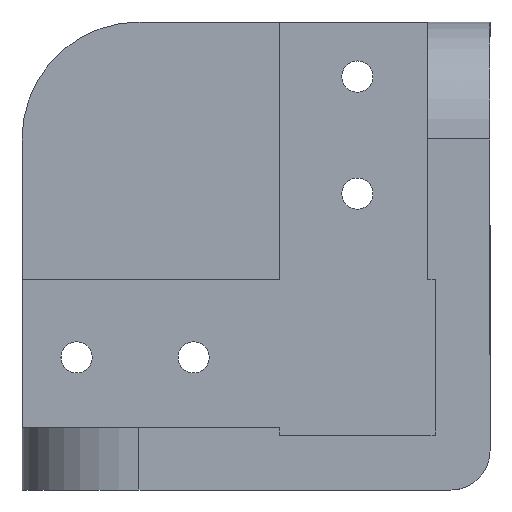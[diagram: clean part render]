
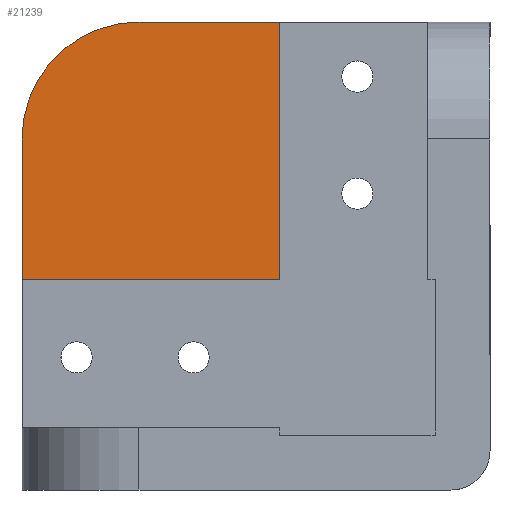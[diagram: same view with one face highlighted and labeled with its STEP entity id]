
A CAD part, left-side view. The second image highlights one B-rep face of the part: STEP entity #21239.
In plain terms, the highlighted planar face has unit normal (-1, 0, 0).
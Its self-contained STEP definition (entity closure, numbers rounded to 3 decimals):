
#153 = PLANE('',#154);
#154 = AXIS2_PLACEMENT_3D('',#155,#156,#157);
#155 = CARTESIAN_POINT('',(0.,8.,60.));
#156 = DIRECTION('',(0.,0.,-1.));
#157 = DIRECTION('',(-1.,0.,0.));
#308 = PLANE('',#309);
#309 = AXIS2_PLACEMENT_3D('',#310,#311,#312);
#310 = CARTESIAN_POINT('',(0.,60.,8.));
#311 = DIRECTION('',(0.,1.,0.));
#312 = DIRECTION('',(1.,0.,0.));
#358 = CYLINDRICAL_SURFACE('',#359,15.);
#359 = AXIS2_PLACEMENT_3D('',#360,#361,#362);
#360 = CARTESIAN_POINT('',(0.,45.,45.));
#361 = DIRECTION('',(-1.,0.,0.));
#362 = DIRECTION('',(0.,0.,1.));
#7979 = VERTEX_POINT('',#7980);
#7980 = CARTESIAN_POINT('',(-8.,45.,60.));
#8001 = EDGE_CURVE('',#8002,#7979,#8004,.T.);
#8002 = VERTEX_POINT('',#8003);
#8003 = CARTESIAN_POINT('',(-8.,27.,60.));
#8004 = SURFACE_CURVE('',#8005,(#8009,#8016),.PCURVE_S1.);
#8005 = LINE('',#8006,#8007);
#8006 = CARTESIAN_POINT('',(-8.,0.,60.));
#8007 = VECTOR('',#8008,1.);
#8008 = DIRECTION('',(0.,1.,0.));
#8009 = PCURVE('',#153,#8010);
#8010 = DEFINITIONAL_REPRESENTATION('',(#8011),#8015);
#8011 = LINE('',#8012,#8013);
#8012 = CARTESIAN_POINT('',(8.,-8.));
#8013 = VECTOR('',#8014,1.);
#8014 = DIRECTION('',(0.,1.));
#8015 = ( GEOMETRIC_REPRESENTATION_CONTEXT(2) 
PARAMETRIC_REPRESENTATION_CONTEXT() REPRESENTATION_CONTEXT('2D SPACE',''
  ) );
#8016 = PCURVE('',#8017,#8022);
#8017 = PLANE('',#8018);
#8018 = AXIS2_PLACEMENT_3D('',#8019,#8020,#8021);
#8019 = CARTESIAN_POINT('',(-8.,27.,27.));
#8020 = DIRECTION('',(-1.,0.,0.));
#8021 = DIRECTION('',(0.,0.,1.));
#8022 = DEFINITIONAL_REPRESENTATION('',(#8023),#8027);
#8023 = LINE('',#8024,#8025);
#8024 = CARTESIAN_POINT('',(33.,-27.));
#8025 = VECTOR('',#8026,1.);
#8026 = DIRECTION('',(0.,1.));
#8027 = ( GEOMETRIC_REPRESENTATION_CONTEXT(2) 
PARAMETRIC_REPRESENTATION_CONTEXT() REPRESENTATION_CONTEXT('2D SPACE',''
  ) );
#8045 = PLANE('',#8046);
#8046 = AXIS2_PLACEMENT_3D('',#8047,#8048,#8049);
#8047 = CARTESIAN_POINT('',(-8.,27.,27.));
#8048 = DIRECTION('',(0.,1.,0.));
#8049 = DIRECTION('',(0.,0.,-1.));
#8245 = VERTEX_POINT('',#8246);
#8246 = CARTESIAN_POINT('',(-8.,60.,45.));
#8267 = EDGE_CURVE('',#7979,#8245,#8268,.T.);
#8268 = SURFACE_CURVE('',#8269,(#8274,#8281),.PCURVE_S1.);
#8269 = CIRCLE('',#8270,15.);
#8270 = AXIS2_PLACEMENT_3D('',#8271,#8272,#8273);
#8271 = CARTESIAN_POINT('',(-8.,45.,45.));
#8272 = DIRECTION('',(-1.,0.,0.));
#8273 = DIRECTION('',(0.,-1.,0.));
#8274 = PCURVE('',#358,#8275);
#8275 = DEFINITIONAL_REPRESENTATION('',(#8276),#8280);
#8276 = LINE('',#8277,#8278);
#8277 = CARTESIAN_POINT('',(-1.571,8.));
#8278 = VECTOR('',#8279,1.);
#8279 = DIRECTION('',(1.,0.));
#8280 = ( GEOMETRIC_REPRESENTATION_CONTEXT(2) 
PARAMETRIC_REPRESENTATION_CONTEXT() REPRESENTATION_CONTEXT('2D SPACE',''
  ) );
#8281 = PCURVE('',#8017,#8282);
#8282 = DEFINITIONAL_REPRESENTATION('',(#8283),#8287);
#8283 = CIRCLE('',#8284,15.);
#8284 = AXIS2_PLACEMENT_2D('',#8285,#8286);
#8285 = CARTESIAN_POINT('',(18.,18.));
#8286 = DIRECTION('',(0.,-1.));
#8287 = ( GEOMETRIC_REPRESENTATION_CONTEXT(2) 
PARAMETRIC_REPRESENTATION_CONTEXT() REPRESENTATION_CONTEXT('2D SPACE',''
  ) );
#8556 = VERTEX_POINT('',#8557);
#8557 = CARTESIAN_POINT('',(-8.,60.,27.));
#8571 = PLANE('',#8572);
#8572 = AXIS2_PLACEMENT_3D('',#8573,#8574,#8575);
#8573 = CARTESIAN_POINT('',(-8.,27.,27.));
#8574 = DIRECTION('',(0.,0.,1.));
#8575 = DIRECTION('',(0.,1.,0.));
#8583 = EDGE_CURVE('',#8556,#8245,#8584,.T.);
#8584 = SURFACE_CURVE('',#8585,(#8589,#8596),.PCURVE_S1.);
#8585 = LINE('',#8586,#8587);
#8586 = CARTESIAN_POINT('',(-8.,60.,0.));
#8587 = VECTOR('',#8588,1.);
#8588 = DIRECTION('',(0.,0.,1.));
#8589 = PCURVE('',#308,#8590);
#8590 = DEFINITIONAL_REPRESENTATION('',(#8591),#8595);
#8591 = LINE('',#8592,#8593);
#8592 = CARTESIAN_POINT('',(-8.,8.));
#8593 = VECTOR('',#8594,1.);
#8594 = DIRECTION('',(0.,-1.));
#8595 = ( GEOMETRIC_REPRESENTATION_CONTEXT(2) 
PARAMETRIC_REPRESENTATION_CONTEXT() REPRESENTATION_CONTEXT('2D SPACE',''
  ) );
#8596 = PCURVE('',#8017,#8597);
#8597 = DEFINITIONAL_REPRESENTATION('',(#8598),#8602);
#8598 = LINE('',#8599,#8600);
#8599 = CARTESIAN_POINT('',(-27.,33.));
#8600 = VECTOR('',#8601,1.);
#8601 = DIRECTION('',(1.,0.));
#8602 = ( GEOMETRIC_REPRESENTATION_CONTEXT(2) 
PARAMETRIC_REPRESENTATION_CONTEXT() REPRESENTATION_CONTEXT('2D SPACE',''
  ) );
#21239 = ADVANCED_FACE('',(#21240),#8017,.T.);
#21240 = FACE_BOUND('',#21241,.F.);
#21241 = EDGE_LOOP('',(#21242,#21243,#21244,#21245,#21268));
#21242 = ORIENTED_EDGE('',*,*,#8583,.T.);
#21243 = ORIENTED_EDGE('',*,*,#8267,.F.);
#21244 = ORIENTED_EDGE('',*,*,#8001,.F.);
#21245 = ORIENTED_EDGE('',*,*,#21246,.F.);
#21246 = EDGE_CURVE('',#21247,#8002,#21249,.T.);
#21247 = VERTEX_POINT('',#21248);
#21248 = CARTESIAN_POINT('',(-8.,27.,27.));
#21249 = SURFACE_CURVE('',#21250,(#21254,#21261),.PCURVE_S1.);
#21250 = LINE('',#21251,#21252);
#21251 = CARTESIAN_POINT('',(-8.,27.,27.));
#21252 = VECTOR('',#21253,1.);
#21253 = DIRECTION('',(0.,0.,1.));
#21254 = PCURVE('',#8017,#21255);
#21255 = DEFINITIONAL_REPRESENTATION('',(#21256),#21260);
#21256 = LINE('',#21257,#21258);
#21257 = CARTESIAN_POINT('',(0.,0.));
#21258 = VECTOR('',#21259,1.);
#21259 = DIRECTION('',(1.,0.));
#21260 = ( GEOMETRIC_REPRESENTATION_CONTEXT(2) 
PARAMETRIC_REPRESENTATION_CONTEXT() REPRESENTATION_CONTEXT('2D SPACE',''
  ) );
#21261 = PCURVE('',#8045,#21262);
#21262 = DEFINITIONAL_REPRESENTATION('',(#21263),#21267);
#21263 = LINE('',#21264,#21265);
#21264 = CARTESIAN_POINT('',(0.,0.));
#21265 = VECTOR('',#21266,1.);
#21266 = DIRECTION('',(-1.,0.));
#21267 = ( GEOMETRIC_REPRESENTATION_CONTEXT(2) 
PARAMETRIC_REPRESENTATION_CONTEXT() REPRESENTATION_CONTEXT('2D SPACE',''
  ) );
#21268 = ORIENTED_EDGE('',*,*,#21269,.T.);
#21269 = EDGE_CURVE('',#21247,#8556,#21270,.T.);
#21270 = SURFACE_CURVE('',#21271,(#21275,#21282),.PCURVE_S1.);
#21271 = LINE('',#21272,#21273);
#21272 = CARTESIAN_POINT('',(-8.,27.,27.));
#21273 = VECTOR('',#21274,1.);
#21274 = DIRECTION('',(0.,1.,0.));
#21275 = PCURVE('',#8017,#21276);
#21276 = DEFINITIONAL_REPRESENTATION('',(#21277),#21281);
#21277 = LINE('',#21278,#21279);
#21278 = CARTESIAN_POINT('',(0.,0.));
#21279 = VECTOR('',#21280,1.);
#21280 = DIRECTION('',(0.,1.));
#21281 = ( GEOMETRIC_REPRESENTATION_CONTEXT(2) 
PARAMETRIC_REPRESENTATION_CONTEXT() REPRESENTATION_CONTEXT('2D SPACE',''
  ) );
#21282 = PCURVE('',#8571,#21283);
#21283 = DEFINITIONAL_REPRESENTATION('',(#21284),#21288);
#21284 = LINE('',#21285,#21286);
#21285 = CARTESIAN_POINT('',(0.,0.));
#21286 = VECTOR('',#21287,1.);
#21287 = DIRECTION('',(1.,0.));
#21288 = ( GEOMETRIC_REPRESENTATION_CONTEXT(2) 
PARAMETRIC_REPRESENTATION_CONTEXT() REPRESENTATION_CONTEXT('2D SPACE',''
  ) );
